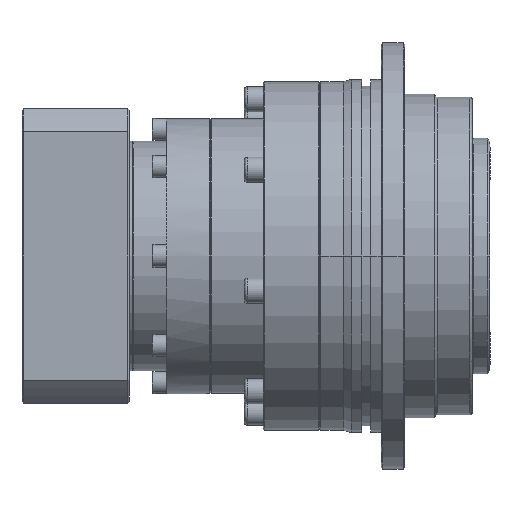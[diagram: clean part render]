
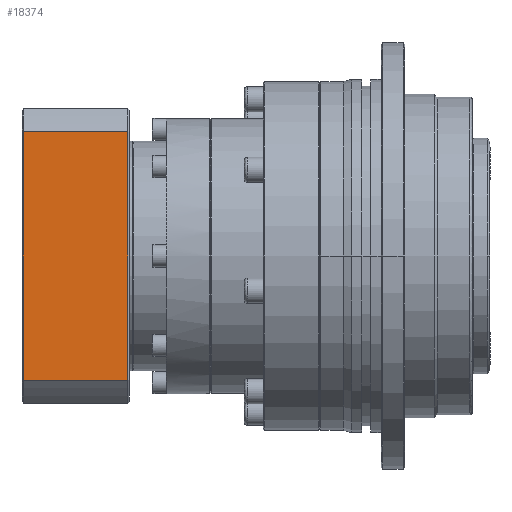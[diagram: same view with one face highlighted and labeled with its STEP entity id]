
A CAD part, front view. The second image highlights one B-rep face of the part: STEP entity #18374.
In plain terms, the highlighted planar face has unit normal (0, -1, 0).
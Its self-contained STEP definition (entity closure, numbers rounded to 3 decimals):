
#264 = CARTESIAN_POINT ( 'NONE',  ( -42.236, -50., 0. ) ) ;
#879 = CARTESIAN_POINT ( 'NONE',  ( -50., -50., 0. ) ) ;
#2003 = AXIS2_PLACEMENT_3D ( 'NONE', #879, #16885, #3221 ) ;
#2774 = CARTESIAN_POINT ( 'NONE',  ( 42.236, -50., 0. ) ) ;
#2947 = EDGE_LOOP ( 'NONE', ( #8039, #27864, #5593, #18528 ) ) ;
#3042 = CARTESIAN_POINT ( 'NONE',  ( -50., -50., 39.5 ) ) ;
#3221 = DIRECTION ( 'NONE',  ( 1., 0., 0. ) ) ;
#5593 = ORIENTED_EDGE ( 'NONE', *, *, #9417, .F. ) ;
#8039 = ORIENTED_EDGE ( 'NONE', *, *, #20359, .T. ) ;
#8543 = VERTEX_POINT ( 'NONE', #26458 ) ;
#8566 = VECTOR ( 'NONE', #13802, 1000. ) ;
#9278 = VERTEX_POINT ( 'NONE', #25311 ) ;
#9417 = EDGE_CURVE ( 'NONE', #10753, #8543, #14638, .T. ) ;
#9845 = PLANE ( 'NONE',  #2003 ) ;
#9906 = LINE ( 'NONE', #264, #22024 ) ;
#10753 = VERTEX_POINT ( 'NONE', #22256 ) ;
#10905 = VECTOR ( 'NONE', #16726, 1000. ) ;
#11525 = CARTESIAN_POINT ( 'NONE',  ( -25., -50., 4. ) ) ;
#11615 = LINE ( 'NONE', #3042, #10905 ) ;
#13802 = DIRECTION ( 'NONE',  ( -1., 0., 0. ) ) ;
#14638 = LINE ( 'NONE', #11525, #8566 ) ;
#14844 = VECTOR ( 'NONE', #26287, 1000. ) ;
#16287 = DIRECTION ( 'NONE',  ( 0., 0., -1. ) ) ;
#16400 = VERTEX_POINT ( 'NONE', #22298 ) ;
#16726 = DIRECTION ( 'NONE',  ( -1., 0., 0. ) ) ;
#16885 = DIRECTION ( 'NONE',  ( 0., -1., 0. ) ) ;
#18374 = ADVANCED_FACE ( 'NONE', ( #27504 ), #9845, .T. ) ;
#18528 = ORIENTED_EDGE ( 'NONE', *, *, #26614, .T. ) ;
#20359 = EDGE_CURVE ( 'NONE', #9278, #16400, #11615, .T. ) ;
#20902 = LINE ( 'NONE', #2774, #14844 ) ;
#22024 = VECTOR ( 'NONE', #16287, 1000. ) ;
#22256 = CARTESIAN_POINT ( 'NONE',  ( 42.236, -50., 4. ) ) ;
#22298 = CARTESIAN_POINT ( 'NONE',  ( -42.236, -50., 39.5 ) ) ;
#25311 = CARTESIAN_POINT ( 'NONE',  ( 42.236, -50., 39.5 ) ) ;
#26287 = DIRECTION ( 'NONE',  ( 0., 0., 1. ) ) ;
#26458 = CARTESIAN_POINT ( 'NONE',  ( -42.236, -50., 4. ) ) ;
#26614 = EDGE_CURVE ( 'NONE', #10753, #9278, #20902, .T. ) ;
#27504 = FACE_OUTER_BOUND ( 'NONE', #2947, .T. ) ;
#27864 = ORIENTED_EDGE ( 'NONE', *, *, #29032, .T. ) ;
#29032 = EDGE_CURVE ( 'NONE', #16400, #8543, #9906, .T. ) ;
